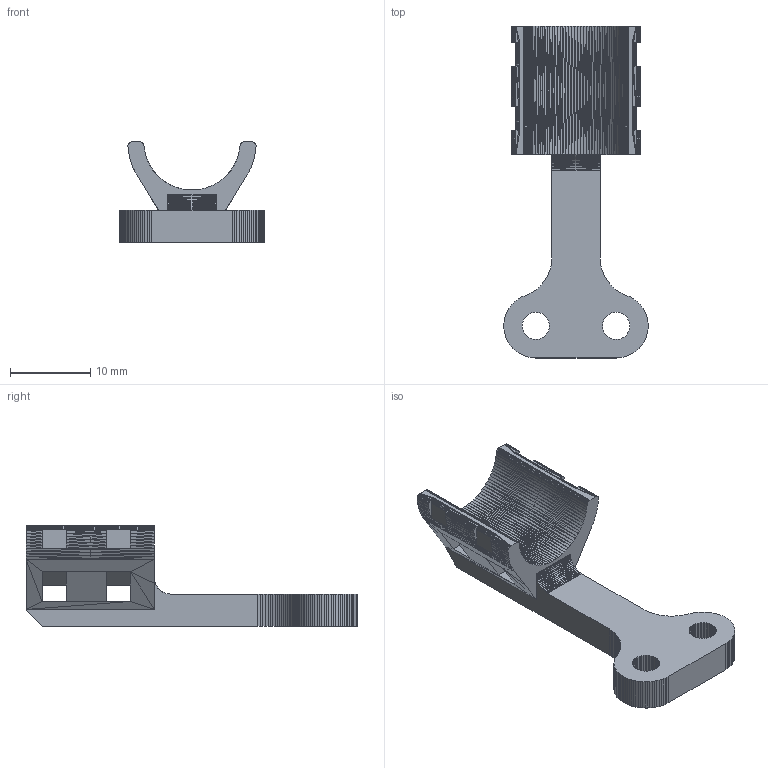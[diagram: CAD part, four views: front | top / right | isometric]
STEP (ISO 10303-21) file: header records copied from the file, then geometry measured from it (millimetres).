
FILE_DESCRIPTION(/* description */ (''),/* implementation_level */ '2;1');
FILE_NAME(/* name */ '2-Tubing_Holder.stp',/* time_stamp */ '2017-03-23T13:08:38-04:00',/* author */ ('Tiktiki'),/* organization */ (''),/* preprocessor_version */ 'ST-DEVELOPER v16.1',/* originating_system */ 'Autodesk Inventor 2016',/* authorisation */ '');
FILE_SCHEMA (('AUTOMOTIVE_DESIGN { 1 0 10303 214 3 1 1 }'));
Length unit declared in the file: millimetre
Products named in the file (1): 2-Tubing_Holder
Bounding box: 18 x 41.35 x 12.5 mm (x, y, z)
Volume: 2045 mm3; surface area: 1975.6 mm2
Topology: 1 solids, 1 shells, 1132 faces, 2322 edges, 1188 vertices
Faces by surface type: plane 1132
Entity records: 27726 total; most frequent: ORIENTED_EDGE 4644, CARTESIAN_POINT 4643, DIRECTION 4588, LINE 2322, VECTOR 2322, EDGE_CURVE 2322, VERTEX_POINT 1188, EDGE_LOOP 1136
